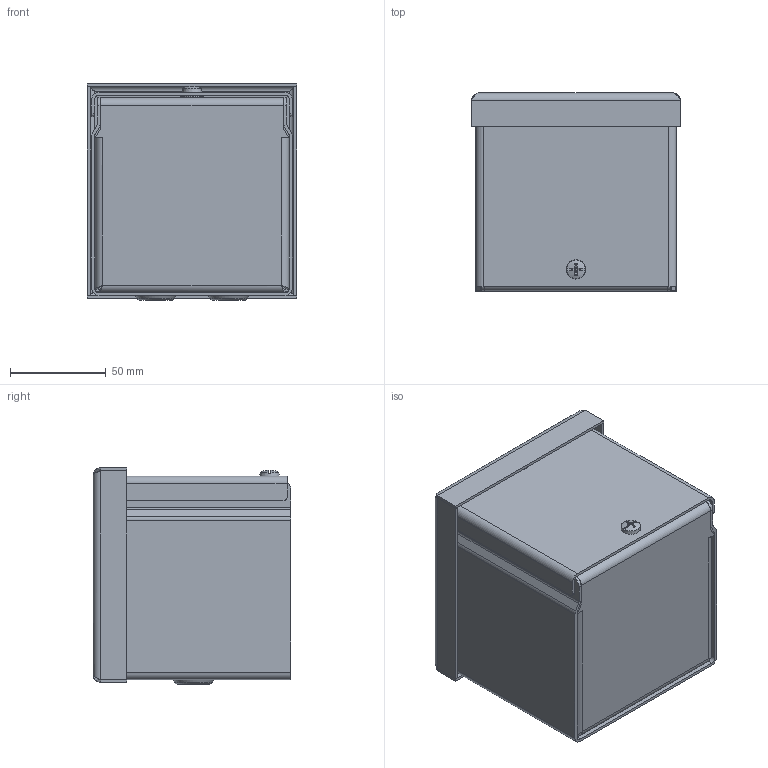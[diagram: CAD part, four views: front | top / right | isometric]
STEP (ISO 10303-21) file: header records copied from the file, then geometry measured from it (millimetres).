
FILE_DESCRIPTION (( 'STEP AP214' ), '1' );
FILE_NAME ('RSC040404NKSS.STEP', '2018-05-04T09:42:47', ( '' ), ( '' ), 'SwSTEP 2.0', 'SolidWorks 2017', '' );
FILE_SCHEMA (( 'AUTOMOTIVE_DESIGN' ));
Length unit declared in the file: inch
Products named in the file (1): RSC040404NKSS
Bounding box: 109.18 x 103.1 x 112.8 mm (x, y, z)
Volume: 115366.8 mm3; surface area: 157910.7 mm2
Topology: 7 solids, 7 shells, 231 faces, 562 edges, 351 vertices
Faces by surface type: plane 124, cylinder 58, cone 17, bspline 16, torus 14, sphere 2
Full cylindrical faces by diameter (mm): 3.962 x1, 4.254 x1, 4.978 x1, 6.299 x1, 6.35 x2, 6.528 x1, 7.061 x1, 7.144 x2, 10.312 x1, 11.506 x1
Entity records: 10179 total; most frequent: CARTESIAN_POINT 1826, DIRECTION 1064, ORIENTED_EDGE 1056, EDGE_CURVE 528, AXIS2_PLACEMENT_3D 372, VERTEX_POINT 346, LINE 320, VECTOR 320
